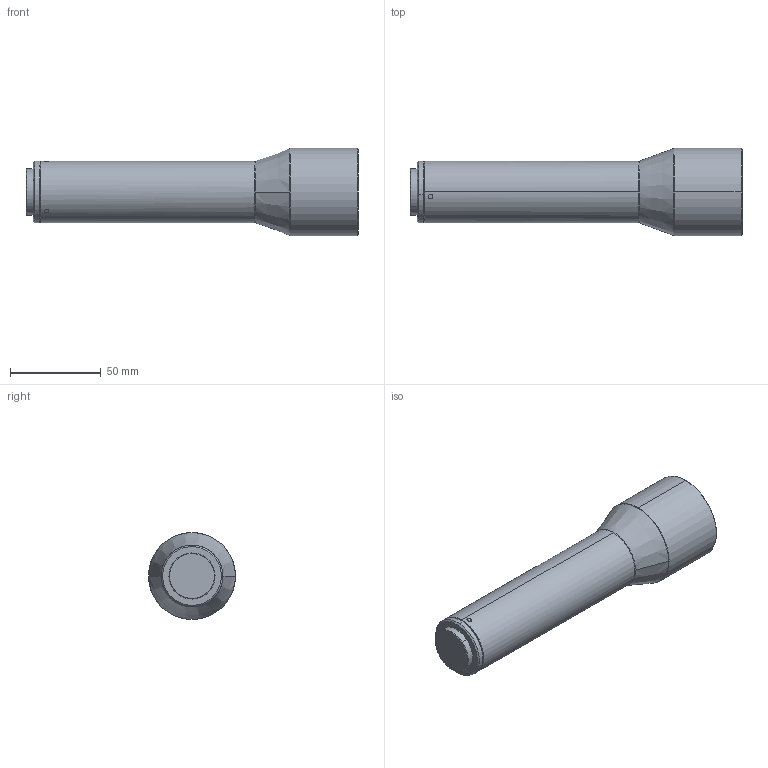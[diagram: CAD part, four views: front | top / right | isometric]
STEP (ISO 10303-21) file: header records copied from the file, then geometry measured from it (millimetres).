
FILE_DESCRIPTION (( 'STEP AP203' ), '1' );
FILE_NAME ('WWK10-180-111.STEP', '2022-05-25T03:03:02', ( '' ), ( '' ), 'SwSTEP 2.0', 'SolidWorks 2017', '' );
FILE_SCHEMA (( 'CONFIG_CONTROL_DESIGN' ));
Length unit declared in the file: millimetre
Products named in the file (1): WWK10-180-111
Bounding box: 183 x 48 x 48 mm (x, y, z)
Volume: 206197 mm3; surface area: 24337.2 mm2
Topology: 1 solids, 1 shells, 43 faces, 92 edges, 58 vertices
Faces by surface type: cylinder 19, cone 14, plane 6, bspline 4
Entity records: 1485 total; most frequent: CARTESIAN_POINT 482, DIRECTION 202, ORIENTED_EDGE 184, EDGE_CURVE 92, AXIS2_PLACEMENT_3D 86, VERTEX_POINT 58, EDGE_LOOP 50, CIRCLE 46
